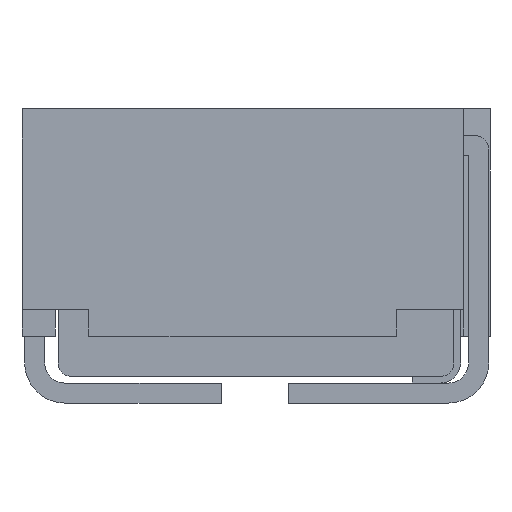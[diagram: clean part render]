
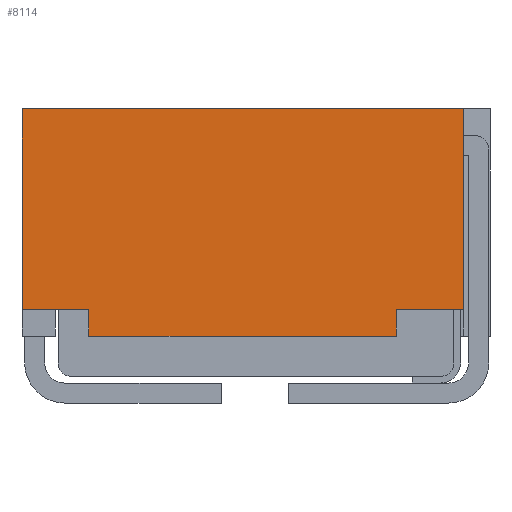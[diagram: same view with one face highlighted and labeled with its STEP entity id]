
A CAD part, left-side view. The second image highlights one B-rep face of the part: STEP entity #8114.
In plain terms, the highlighted planar face has unit normal (-1, 0, 0).
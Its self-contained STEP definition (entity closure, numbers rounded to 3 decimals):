
#61 = EDGE_LOOP ( 'NONE', ( #12426, #9887, #3134, #12369, #11575, #12482, #18544, #18999 ) ) ;
#1059 = VERTEX_POINT ( 'NONE', #16236 ) ;
#1857 = VECTOR ( 'NONE', #16443, 1000. ) ;
#1893 = DIRECTION ( 'NONE',  ( 0., 0., -1. ) ) ;
#2564 = CARTESIAN_POINT ( 'NONE',  ( -1.6, 1.75, 0. ) ) ;
#2636 = VERTEX_POINT ( 'NONE', #14167 ) ;
#3110 = DIRECTION ( 'NONE',  ( -1., 0., 0. ) ) ;
#3134 = ORIENTED_EDGE ( 'NONE', *, *, #3494, .T. ) ;
#3149 = CARTESIAN_POINT ( 'NONE',  ( -1.6, -1.55, -1.5 ) ) ;
#3241 = EDGE_CURVE ( 'NONE', #9542, #1059, #11209, .T. ) ;
#3494 = EDGE_CURVE ( 'NONE', #19625, #1059, #14073, .T. ) ;
#3666 = CARTESIAN_POINT ( 'NONE',  ( -1.6, -1.05, -1.7 ) ) ;
#3847 = EDGE_CURVE ( 'NONE', #18343, #11935, #4223, .T. ) ;
#4223 = LINE ( 'NONE', #12249, #16793 ) ;
#4616 = CARTESIAN_POINT ( 'NONE',  ( -1.6, -1.05, -1.5 ) ) ;
#4936 = VECTOR ( 'NONE', #17360, 1000. ) ;
#5092 = LINE ( 'NONE', #19533, #1857 ) ;
#5882 = CARTESIAN_POINT ( 'NONE',  ( -1.6, -1.55, -1.7 ) ) ;
#6107 = DIRECTION ( 'NONE',  ( 0., 0., -1. ) ) ;
#6594 = VECTOR ( 'NONE', #7921, 1000. ) ;
#7578 = CARTESIAN_POINT ( 'NONE',  ( -1.6, 1.75, -1.7 ) ) ;
#7851 = LINE ( 'NONE', #14327, #16292 ) ;
#7921 = DIRECTION ( 'NONE',  ( 0., -1., 0. ) ) ;
#8114 = ADVANCED_FACE ( 'NONE', ( #20924 ), #11566, .T. ) ;
#8625 = CARTESIAN_POINT ( 'NONE',  ( -1.6, 1.25, -1.7 ) ) ;
#8906 = EDGE_CURVE ( 'NONE', #11935, #16909, #19032, .T. ) ;
#9466 = DIRECTION ( 'NONE',  ( 0., -1., 0. ) ) ;
#9542 = VERTEX_POINT ( 'NONE', #2564 ) ;
#9721 = LINE ( 'NONE', #7578, #18723 ) ;
#9887 = ORIENTED_EDGE ( 'NONE', *, *, #20191, .F. ) ;
#10659 = EDGE_CURVE ( 'NONE', #18343, #2636, #7851, .T. ) ;
#11209 = LINE ( 'NONE', #15971, #6594 ) ;
#11566 = PLANE ( 'NONE',  #19296 ) ;
#11575 = ORIENTED_EDGE ( 'NONE', *, *, #19624, .F. ) ;
#11935 = VERTEX_POINT ( 'NONE', #8625 ) ;
#12249 = CARTESIAN_POINT ( 'NONE',  ( -1.6, 1.25, -1.5 ) ) ;
#12369 = ORIENTED_EDGE ( 'NONE', *, *, #3241, .F. ) ;
#12426 = ORIENTED_EDGE ( 'NONE', *, *, #20837, .F. ) ;
#12482 = ORIENTED_EDGE ( 'NONE', *, *, #10659, .F. ) ;
#12744 = DIRECTION ( 'NONE',  ( 0., 1., 0. ) ) ;
#13661 = CARTESIAN_POINT ( 'NONE',  ( -1.6, 1.25, -1.5 ) ) ;
#14073 = LINE ( 'NONE', #19074, #4936 ) ;
#14167 = CARTESIAN_POINT ( 'NONE',  ( -1.6, 1.75, -1.5 ) ) ;
#14327 = CARTESIAN_POINT ( 'NONE',  ( -1.6, 1.25, -1.5 ) ) ;
#14547 = LINE ( 'NONE', #4616, #18108 ) ;
#15589 = VECTOR ( 'NONE', #17012, 1000. ) ;
#15971 = CARTESIAN_POINT ( 'NONE',  ( -1.6, -1.55, 0. ) ) ;
#16236 = CARTESIAN_POINT ( 'NONE',  ( -1.6, -1.55, 0. ) ) ;
#16292 = VECTOR ( 'NONE', #12744, 1000. ) ;
#16443 = DIRECTION ( 'NONE',  ( 0., 1., 0. ) ) ;
#16793 = VECTOR ( 'NONE', #6107, 1000. ) ;
#16909 = VERTEX_POINT ( 'NONE', #3666 ) ;
#17012 = DIRECTION ( 'NONE',  ( 0., -1., 0. ) ) ;
#17360 = DIRECTION ( 'NONE',  ( 0., 0., 1. ) ) ;
#17459 = DIRECTION ( 'NONE',  ( 0., 0., 1. ) ) ;
#18052 = CARTESIAN_POINT ( 'NONE',  ( -1.6, -1.55, -1.7 ) ) ;
#18108 = VECTOR ( 'NONE', #1893, 1000. ) ;
#18343 = VERTEX_POINT ( 'NONE', #13661 ) ;
#18544 = ORIENTED_EDGE ( 'NONE', *, *, #3847, .T. ) ;
#18723 = VECTOR ( 'NONE', #17459, 1000. ) ;
#18999 = ORIENTED_EDGE ( 'NONE', *, *, #8906, .T. ) ;
#19032 = LINE ( 'NONE', #5882, #15589 ) ;
#19074 = CARTESIAN_POINT ( 'NONE',  ( -1.6, -1.55, -1.7 ) ) ;
#19296 = AXIS2_PLACEMENT_3D ( 'NONE', #18052, #3110, #9466 ) ;
#19404 = VERTEX_POINT ( 'NONE', #20902 ) ;
#19533 = CARTESIAN_POINT ( 'NONE',  ( -1.6, -1.55, -1.5 ) ) ;
#19624 = EDGE_CURVE ( 'NONE', #2636, #9542, #9721, .T. ) ;
#19625 = VERTEX_POINT ( 'NONE', #3149 ) ;
#20191 = EDGE_CURVE ( 'NONE', #19625, #19404, #5092, .T. ) ;
#20837 = EDGE_CURVE ( 'NONE', #19404, #16909, #14547, .T. ) ;
#20902 = CARTESIAN_POINT ( 'NONE',  ( -1.6, -1.05, -1.5 ) ) ;
#20924 = FACE_OUTER_BOUND ( 'NONE', #61, .T. ) ;
